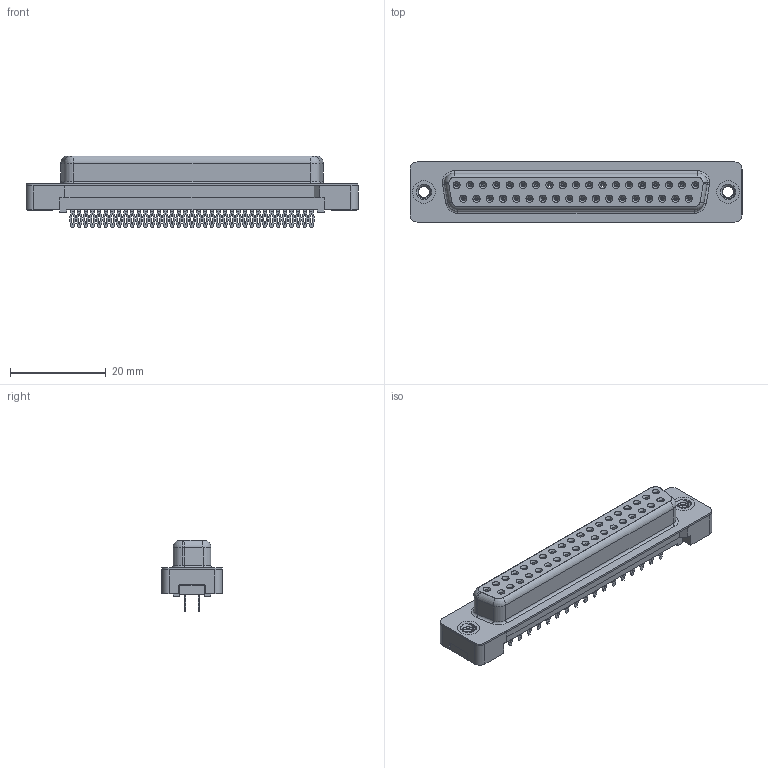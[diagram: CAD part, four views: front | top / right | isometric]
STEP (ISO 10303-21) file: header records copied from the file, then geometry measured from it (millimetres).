
FILE_DESCRIPTION (( 'STEP AP203' ), '1' );
FILE_NAME ('628-037-626-212.STEP', '2020-07-16T00:59:11', ( '' ), ( '' ), 'SwSTEP 2.0', 'SolidWorks 2020', '' );
FILE_SCHEMA (( 'CONFIG_CONTROL_DESIGN' ));
Length unit declared in the file: millimetre
Products named in the file (6): 628 PB Shell_37 Contacts; 628 PB Contact Row 2_26; 628 Plastic Body Housing_37 Contacts; 628-037-626-212; 628 PB 4-40 Threaded Rivet; 628 PB Contact Row 1_26
Assembly tree (41 placements, depth 2):
  628-037-626-212
    628 Plastic Body Housing_37 Contacts
    628 PB Shell_37 Contacts
    628 PB Contact Row 1_26  x19
    628 PB Contact Row 2_26  x18
    628 PB 4-40 Threaded Rivet  x2
Bounding box: 69.32 x 12.55 x 15 mm (x, y, z)
Volume: 4228.6 mm3; surface area: 11538.5 mm2
Topology: 41 solids, 41 shells, 3575 faces, 8725 edges, 5280 vertices
Faces by surface type: plane 1468, cylinder 844, bspline 820, torus 248, cone 195
Entity records: 25599 total; most frequent: CARTESIAN_POINT 7256, ORIENTED_EDGE 3462, DIRECTION 3416, EDGE_CURVE 1731, AXIS2_PLACEMENT_3D 1162, VECTOR 1092, LINE 1092, VERTEX_POINT 1085
